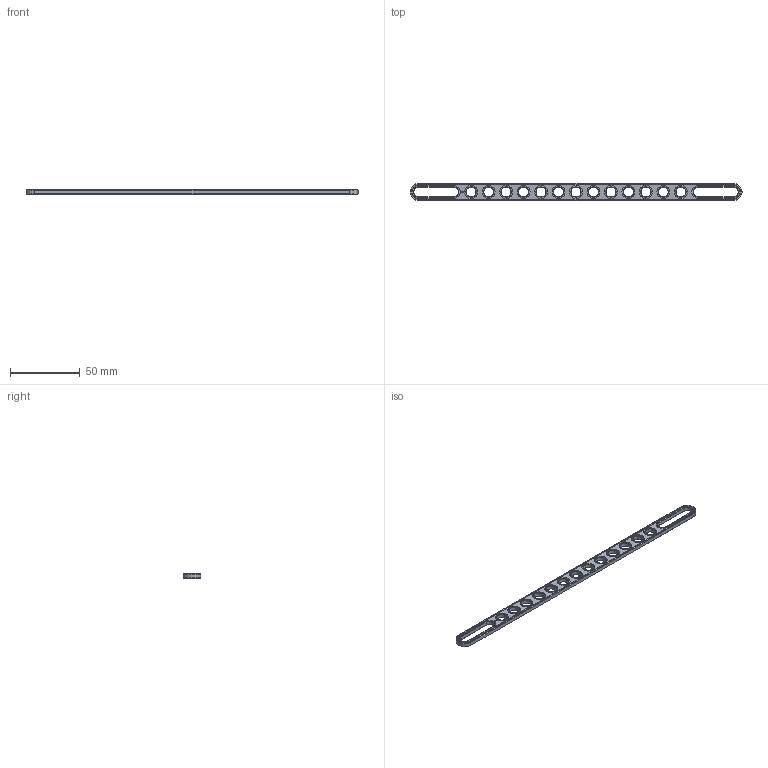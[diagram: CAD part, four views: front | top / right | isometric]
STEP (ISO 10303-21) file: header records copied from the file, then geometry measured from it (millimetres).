
FILE_DESCRIPTION(('FreeCAD Model'),'2;1');
FILE_NAME('Open CASCADE Shape Model','2023-01-08T23:30:34',(''),(''), 'Open CASCADE STEP processor 7.6','FreeCAD','Unknown');
FILE_SCHEMA(('AUTOMOTIVE_DESIGN { 1 0 10303 214 1 1 1 1 }'));
Length unit declared in the file: millimetre
Products named in the file (1): Brace STR SLT BE ERR BU19x01x00.25x03 - SPN-BRC-0358 (stemfie.org)
Bounding box: 237.5 x 12.5 x 3.12 mm (x, y, z)
Volume: 6002.6 mm3; surface area: 6772.6 mm2
Topology: 1 solids, 1 shells, 664 faces, 1799 edges, 1187 vertices
Faces by surface type: plane 354, extrusion 234, cone 38, cylinder 38
Full cylindrical faces by diameter (mm): 7 x13, 9.2 x13
Entity records: 45991 total; most frequent: CARTESIAN_POINT 11658, DIRECTION 5429, VECTOR 4243, LINE 4009, ORIENTED_EDGE 3598, PCURVE 3598, DEFINITIONAL_REPRESENTATION 3598, EDGE_CURVE 1799
